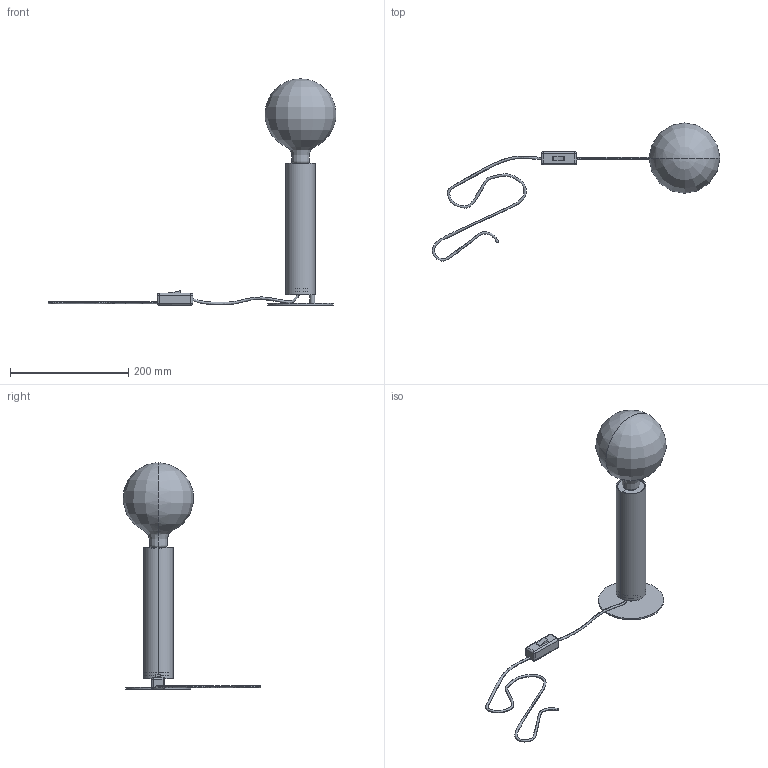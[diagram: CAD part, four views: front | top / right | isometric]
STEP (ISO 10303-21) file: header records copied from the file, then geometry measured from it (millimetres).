
FILE_DESCRIPTION(/* description */ (''),/* implementation_level */ '2;1');
FILE_NAME(/* name */ '7AQNPQ~K',/* time_stamp */ '2017-10-16T14:21:04+02:00',/* author */ (''),/* organization */ (''),/* preprocessor_version */ 'ST-DEVELOPER v15',/* originating_system */ '',/* authorisation */ '');
FILE_SCHEMA (('AUTOMOTIVE_DESIGN'));
Length unit declared in the file: millimetre
Products named in the file (1): Document
Bounding box: 486.89 x 233.15 x 382.8 mm (x, y, z)
Volume: 1095702.6 mm3; surface area: 172948.2 mm2
Topology: 7 solids, 12 shells, 81 faces, 171 edges, 96 vertices
Faces by surface type: bspline 66, plane 15
Entity records: 6330 total; most frequent: CARTESIAN_POINT 5356, ORIENTED_EDGE 308, EDGE_CURVE 163, VERTEX_POINT 96, EDGE_LOOP 84, ADVANCED_FACE 81, FACE_OUTER_BOUND 81, B_SPLINE_CURVE_WITH_KNOTS 50
